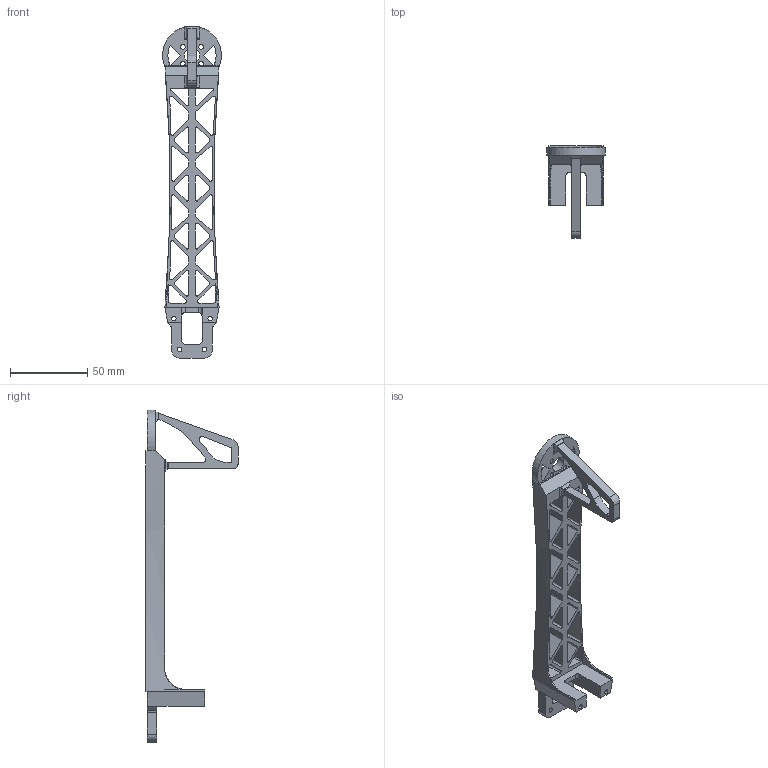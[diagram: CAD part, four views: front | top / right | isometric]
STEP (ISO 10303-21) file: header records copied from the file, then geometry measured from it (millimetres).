
FILE_DESCRIPTION((''),'2;1');
FILE_NAME('ARMFINAL1','2019-07-18T09:42:12',('wangtian'),(''),'CREO PARAMETRIC BY PTC INC, 2018050','CREO PARAMETRIC BY PTC INC, 2018050','');
FILE_SCHEMA(('CONFIG_CONTROL_DESIGN'));
Length unit declared in the file: millimetre
Products named in the file (1): ARMFINAL1
Bounding box: 37.93 x 59.5 x 214.45 mm (x, y, z)
Volume: 41742.2 mm3; surface area: 30615 mm2
Topology: 1 solids, 1 shells, 267 faces, 801 edges, 529 vertices
Faces by surface type: plane 129, cylinder 126, bspline 8, extrusion 4
Entity records: 9521 total; most frequent: CARTESIAN_POINT 2087, ORIENTED_EDGE 1602, DIRECTION 1476, EDGE_CURVE 801, VERTEX_POINT 529, VECTOR 502, LINE 498, AXIS2_PLACEMENT_3D 487
